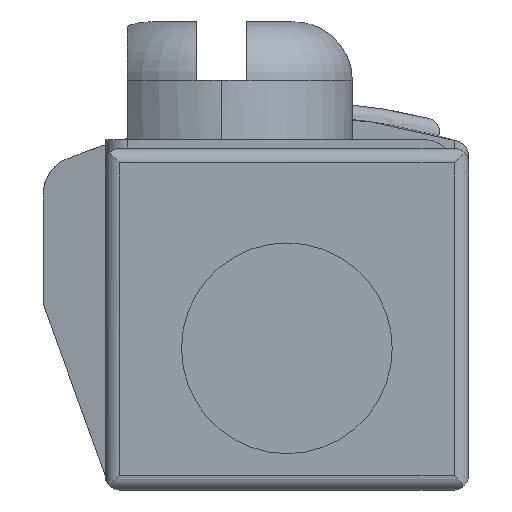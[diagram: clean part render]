
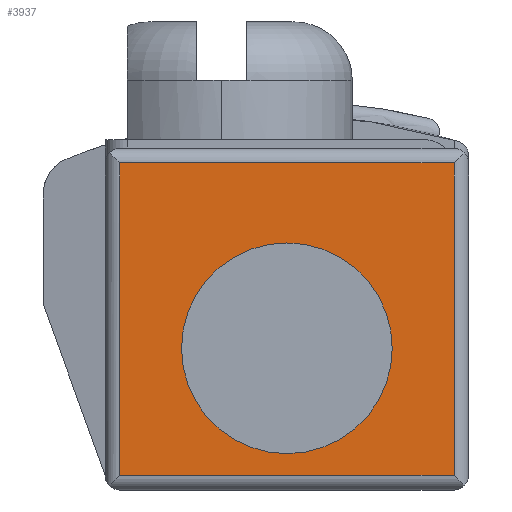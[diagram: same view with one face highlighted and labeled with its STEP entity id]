
A CAD part, left-side view. The second image highlights one B-rep face of the part: STEP entity #3937.
In plain terms, the highlighted planar face has unit normal (-1, 0, 0).
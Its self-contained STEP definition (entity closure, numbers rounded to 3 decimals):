
#39=PLANE('',#4188);
#222=CIRCLE('',#4158,1.45);
#230=CIRCLE('',#4189,1.45);
#383=VERTEX_POINT('',#5655);
#385=VERTEX_POINT('',#5658);
#409=VERTEX_POINT('',#5711);
#410=VERTEX_POINT('',#5713);
#416=VERTEX_POINT('',#5741);
#419=VERTEX_POINT('',#5749);
#780=VECTOR('',#4599,1.);
#786=VECTOR('',#4620,1.);
#788=VECTOR('',#4627,1.);
#789=VECTOR('',#4628,1.);
#1203=LINE('',#5712,#780);
#1209=LINE('',#5740,#786);
#1211=LINE('',#5748,#788);
#1212=LINE('',#5750,#789);
#1638=EDGE_CURVE('',#385,#383,#222,.F.);
#1663=EDGE_CURVE('',#409,#410,#1203,.T.);
#1674=EDGE_CURVE('',#410,#416,#1209,.T.);
#1678=EDGE_CURVE('',#409,#419,#1211,.T.);
#1679=EDGE_CURVE('',#419,#416,#1212,.T.);
#1680=EDGE_CURVE('',#383,#385,#230,.T.);
#2312=ORIENTED_EDGE('',*,*,#1663,.F.);
#2313=ORIENTED_EDGE('',*,*,#1678,.T.);
#2314=ORIENTED_EDGE('',*,*,#1679,.T.);
#2315=ORIENTED_EDGE('',*,*,#1674,.F.);
#2316=ORIENTED_EDGE('',*,*,#1680,.T.);
#2317=ORIENTED_EDGE('',*,*,#1638,.T.);
#3491=EDGE_LOOP('',(#2312,#2313,#2314,#2315));
#3492=EDGE_LOOP('',(#2316,#2317));
#3714=FACE_BOUND('',#3491,.T.);
#3715=FACE_BOUND('',#3492,.T.);
#3937=ADVANCED_FACE('',(#3714,#3715),#39,.F.);
#4158=AXIS2_PLACEMENT_3D('',#5657,#4549,#4550);
#4188=AXIS2_PLACEMENT_3D('',#5747,#4626,$);
#4189=AXIS2_PLACEMENT_3D('',#5751,#4629,#4630);
#4549=DIRECTION('',(-1.,0.,0.));
#4550=DIRECTION('',(0.,1.45,0.));
#4599=DIRECTION('',(0.,1.,0.));
#4620=DIRECTION('',(0.,0.,1.));
#4626=DIRECTION('',(1.,0.,0.));
#4627=DIRECTION('',(0.,0.,1.));
#4628=DIRECTION('',(0.,1.,0.));
#4629=DIRECTION('',(1.,0.,0.));
#4630=DIRECTION('',(0.,1.45,0.));
#5655=CARTESIAN_POINT('',(0.,1.45,0.));
#5657=CARTESIAN_POINT('',(0.,0.,0.));
#5658=CARTESIAN_POINT('',(0.,-1.45,0.));
#5711=CARTESIAN_POINT('',(0.,-2.3,-1.75));
#5712=CARTESIAN_POINT('',(0.,8.,-1.75));
#5713=CARTESIAN_POINT('',(0.,2.3,-1.75));
#5740=CARTESIAN_POINT('',(0.,2.3,25.));
#5741=CARTESIAN_POINT('',(0.,2.3,2.55));
#5747=CARTESIAN_POINT('',(0.,0.,0.));
#5748=CARTESIAN_POINT('',(0.,-2.3,25.));
#5749=CARTESIAN_POINT('',(0.,-2.3,2.55));
#5750=CARTESIAN_POINT('',(0.,25.,2.55));
#5751=CARTESIAN_POINT('',(0.,0.,0.));
